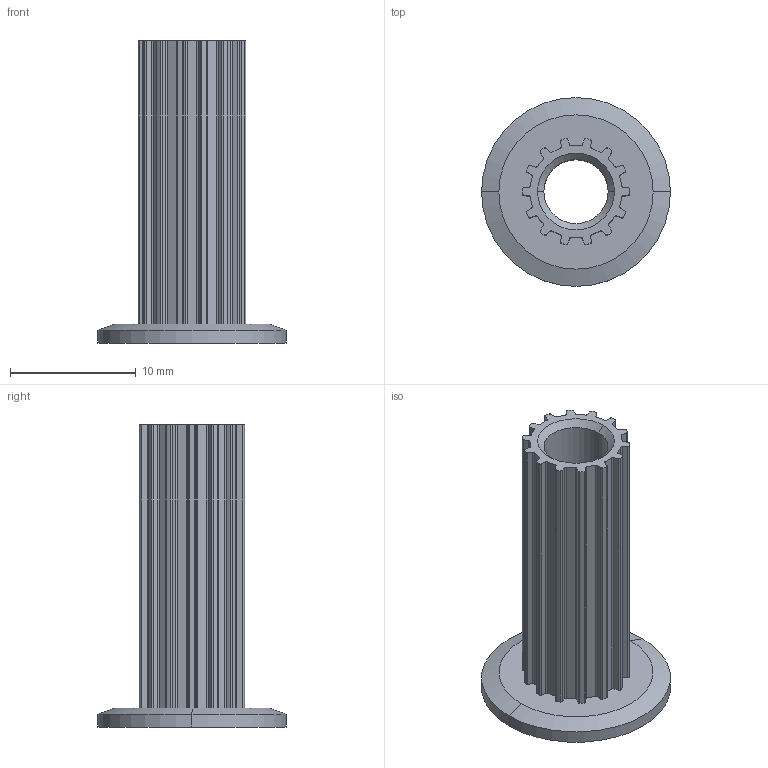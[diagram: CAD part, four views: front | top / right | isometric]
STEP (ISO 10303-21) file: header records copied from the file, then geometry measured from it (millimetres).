
FILE_DESCRIPTION (( 'STEP AP214' ), '1' );
FILE_NAME ('4333240000585.STEP', '2017-12-21T11:48:59', ( '13' ), ( '' ), 'SwSTEP 2.0', 'SolidWorks 2012', '' );
FILE_SCHEMA (( 'AUTOMOTIVE_DESIGN' ));
Length unit declared in the file: millimetre
Products named in the file (1): 4333240000585
Bounding box: 15 x 15 x 24 mm (x, y, z)
Volume: 822.6 mm3; surface area: 1561.6 mm2
Topology: 1 solids, 1 shells, 126 faces, 363 edges, 240 vertices
Faces by surface type: cylinder 75, plane 45, cone 6
Entity records: 4233 total; most frequent: DIRECTION 773, CARTESIAN_POINT 730, ORIENTED_EDGE 726, EDGE_CURVE 363, AXIS2_PLACEMENT_3D 283, VERTEX_POINT 240, VECTOR 207, LINE 207
